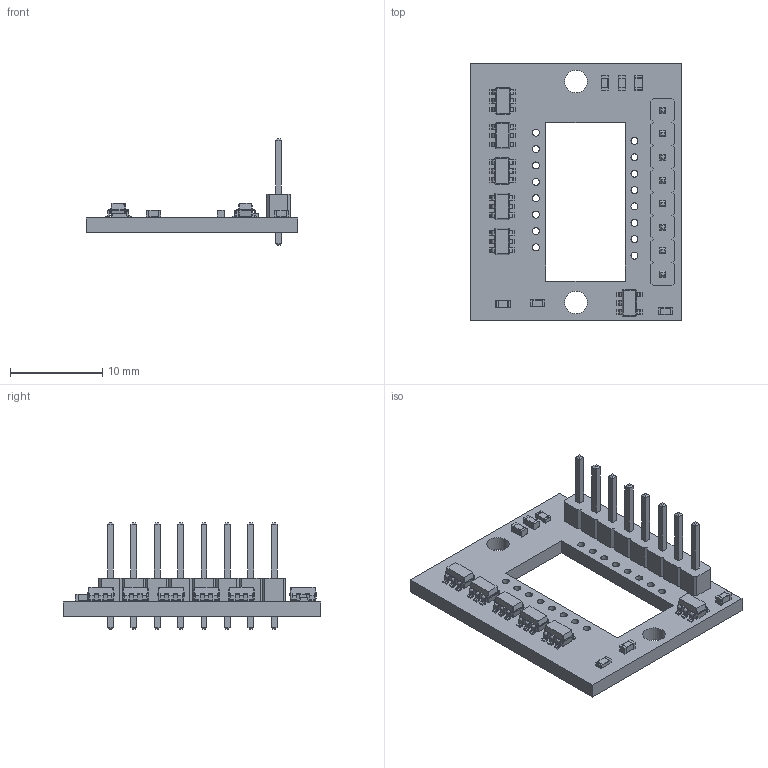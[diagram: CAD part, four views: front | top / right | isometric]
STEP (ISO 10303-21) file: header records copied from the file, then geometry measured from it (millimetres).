
FILE_DESCRIPTION(('KiCad electronic assembly'),'2;1');
FILE_NAME('optical_sensor_daughter_board.step','2019-08-23T17:40:20',( 'An Author'),('A Company'),'Open CASCADE STEP processor 6.9', 'KiCad to STEP converter','Unknown');
FILE_SCHEMA(('AUTOMOTIVE_DESIGN { 1 0 10303 214 1 1 1 1 }'));
Length unit declared in the file: millimetre
Products named in the file (12): Open CASCADE STEP translator 6.9 1; SOT-23-6; SOLID; SOT-23-5; R_0603_1608Metric; PinHeader_1x08_P2.54mm_Vertical; C_0603_1608Metric; COMPOUND
Assembly tree (19 placements, depth 3):
  Open CASCADE STEP translator 6.9 1
    SOT-23-6  x5
      SOLID
    SOT-23-5
      SOLID
    R_0603_1608Metric  x2
      SOLID
    PinHeader_1x08_P2.54mm_Vertical
      SOLID
    C_0603_1608Metric  x4
      SOLID
    COMPOUND
Bounding box: 23 x 28 x 11.54 mm (x, y, z)
Volume: 957.8 mm3; surface area: 1929.2 mm2
Topology: 14 solids, 14 shells, 1125 faces, 2863 edges, 1790 vertices
Faces by surface type: plane 716, cylinder 230, bspline 179
Full cylindrical faces by diameter (mm): 0.762 x16, 1 x8, 2.44 x2
Entity records: 36126 total; most frequent: CARTESIAN_POINT 6328, DIRECTION 4768, LINE 3384, VECTOR 3384, ORIENTED_EDGE 2614, PCURVE 2614, DEFINITIONAL_REPRESENTATION 2614, EDGE_CURVE 1307
